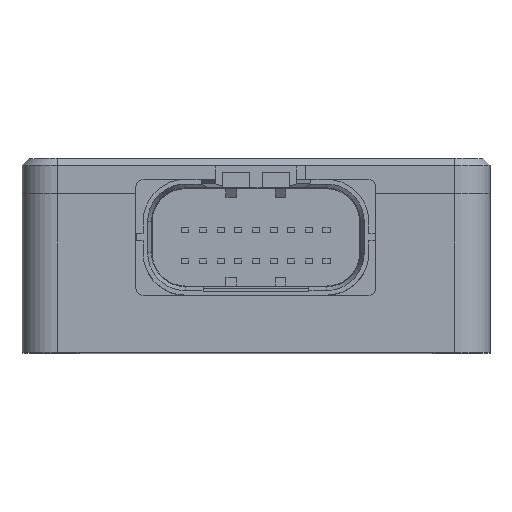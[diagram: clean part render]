
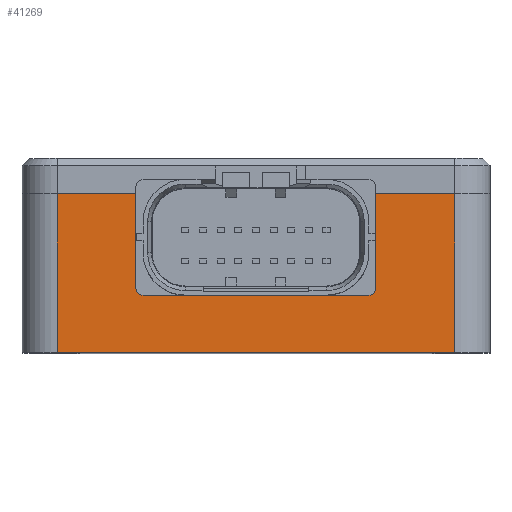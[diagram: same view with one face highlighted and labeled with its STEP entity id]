
A CAD part, top view. The second image highlights one B-rep face of the part: STEP entity #41269.
In plain terms, the highlighted planar face has unit normal (0, 0, 1).
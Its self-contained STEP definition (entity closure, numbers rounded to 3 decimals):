
#406 = LINE ( 'NONE', #8322, #10929 ) ;
#761 = DIRECTION ( 'NONE',  ( 0., 0., 1. ) ) ;
#1082 = VERTEX_POINT ( 'NONE', #42865 ) ;
#1739 = CARTESIAN_POINT ( 'NONE',  ( -28.16, 0., 1.71 ) ) ;
#2983 = EDGE_LOOP ( 'NONE', ( #22095, #38853, #21385, #41332, #45311, #18112, #34321, #18895 ) ) ;
#4766 = VERTEX_POINT ( 'NONE', #30052 ) ;
#6917 = VECTOR ( 'NONE', #43093, 1000. ) ;
#7318 = LINE ( 'NONE', #18392, #43189 ) ;
#7353 = CARTESIAN_POINT ( 'NONE',  ( 15.05, -12.6, 1.71 ) ) ;
#8211 = CARTESIAN_POINT ( 'NONE',  ( 28.16, 0., 1.71 ) ) ;
#8322 = CARTESIAN_POINT ( 'NONE',  ( 28.16, -22.5, 1.71 ) ) ;
#8524 = CARTESIAN_POINT ( 'NONE',  ( 28.16, -124.248, 1.71 ) ) ;
#9080 = CARTESIAN_POINT ( 'NONE',  ( -15.05, -12.6, 1.71 ) ) ;
#10929 = VECTOR ( 'NONE', #19636, 1000. ) ;
#11122 = CARTESIAN_POINT ( 'NONE',  ( 28.16, -124.248, 1.71 ) ) ;
#11649 = CARTESIAN_POINT ( 'NONE',  ( 28.16, 0., 1.71 ) ) ;
#11838 = PLANE ( 'NONE',  #39127 ) ;
#12429 = VERTEX_POINT ( 'NONE', #1739 ) ;
#12706 = LINE ( 'NONE', #9080, #45453 ) ;
#15977 = DIRECTION ( 'NONE',  ( 0., 1., 0. ) ) ;
#16104 = DIRECTION ( 'NONE',  ( 1., 0., 0. ) ) ;
#16337 = LINE ( 'NONE', #24269, #28844 ) ;
#16541 = EDGE_CURVE ( 'NONE', #35586, #4766, #26919, .T. ) ;
#17073 = CARTESIAN_POINT ( 'NONE',  ( -15.05, 0., 1.71 ) ) ;
#18112 = ORIENTED_EDGE ( 'NONE', *, *, #36066, .F. ) ;
#18366 = LINE ( 'NONE', #11649, #31089 ) ;
#18392 = CARTESIAN_POINT ( 'NONE',  ( -15.05, 0., 1.71 ) ) ;
#18656 = VERTEX_POINT ( 'NONE', #44170 ) ;
#18895 = ORIENTED_EDGE ( 'NONE', *, *, #30152, .F. ) ;
#19636 = DIRECTION ( 'NONE',  ( -1., 0., 0. ) ) ;
#21115 = VERTEX_POINT ( 'NONE', #8211 ) ;
#21385 = ORIENTED_EDGE ( 'NONE', *, *, #47371, .F. ) ;
#22095 = ORIENTED_EDGE ( 'NONE', *, *, #24805, .F. ) ;
#22174 = DIRECTION ( 'NONE',  ( 1., 0., 0. ) ) ;
#23925 = CARTESIAN_POINT ( 'NONE',  ( -15.05, -12.6, 1.71 ) ) ;
#24269 = CARTESIAN_POINT ( 'NONE',  ( 28.16, 0., 1.71 ) ) ;
#24805 = EDGE_CURVE ( 'NONE', #34879, #27936, #7318, .T. ) ;
#26919 = LINE ( 'NONE', #41358, #33482 ) ;
#27936 = VERTEX_POINT ( 'NONE', #23925 ) ;
#28091 = DIRECTION ( 'NONE',  ( 1., 0., 0. ) ) ;
#28844 = VECTOR ( 'NONE', #16104, 1000. ) ;
#29691 = DIRECTION ( 'NONE',  ( 0., -1., 0. ) ) ;
#30052 = CARTESIAN_POINT ( 'NONE',  ( 15.05, 0., 1.71 ) ) ;
#30152 = EDGE_CURVE ( 'NONE', #27936, #35586, #12706, .T. ) ;
#30432 = EDGE_CURVE ( 'NONE', #18656, #1082, #406, .T. ) ;
#31089 = VECTOR ( 'NONE', #41870, 1000. ) ;
#31778 = LINE ( 'NONE', #39228, #6917 ) ;
#33482 = VECTOR ( 'NONE', #37975, 1000. ) ;
#33654 = EDGE_CURVE ( 'NONE', #12429, #34879, #16337, .T. ) ;
#34321 = ORIENTED_EDGE ( 'NONE', *, *, #16541, .F. ) ;
#34879 = VERTEX_POINT ( 'NONE', #17073 ) ;
#35492 = VECTOR ( 'NONE', #15977, 1000. ) ;
#35586 = VERTEX_POINT ( 'NONE', #7353 ) ;
#36066 = EDGE_CURVE ( 'NONE', #4766, #21115, #18366, .T. ) ;
#37877 = LINE ( 'NONE', #8524, #35492 ) ;
#37975 = DIRECTION ( 'NONE',  ( 0., 1., 0. ) ) ;
#38853 = ORIENTED_EDGE ( 'NONE', *, *, #33654, .F. ) ;
#39127 = AXIS2_PLACEMENT_3D ( 'NONE', #11122, #761, #22174 ) ;
#39228 = CARTESIAN_POINT ( 'NONE',  ( -28.16, -124.248, 1.71 ) ) ;
#41269 = ADVANCED_FACE ( 'NONE', ( #43865 ), #11838, .T. ) ;
#41332 = ORIENTED_EDGE ( 'NONE', *, *, #30432, .F. ) ;
#41358 = CARTESIAN_POINT ( 'NONE',  ( 15.05, 0., 1.71 ) ) ;
#41870 = DIRECTION ( 'NONE',  ( 1., 0., 0. ) ) ;
#42865 = CARTESIAN_POINT ( 'NONE',  ( -28.16, -22.5, 1.71 ) ) ;
#43093 = DIRECTION ( 'NONE',  ( 0., 1., 0. ) ) ;
#43189 = VECTOR ( 'NONE', #29691, 1000. ) ;
#43781 = EDGE_CURVE ( 'NONE', #18656, #21115, #37877, .T. ) ;
#43865 = FACE_OUTER_BOUND ( 'NONE', #2983, .T. ) ;
#44170 = CARTESIAN_POINT ( 'NONE',  ( 28.16, -22.5, 1.71 ) ) ;
#45311 = ORIENTED_EDGE ( 'NONE', *, *, #43781, .T. ) ;
#45453 = VECTOR ( 'NONE', #28091, 1000. ) ;
#47371 = EDGE_CURVE ( 'NONE', #1082, #12429, #31778, .T. ) ;
